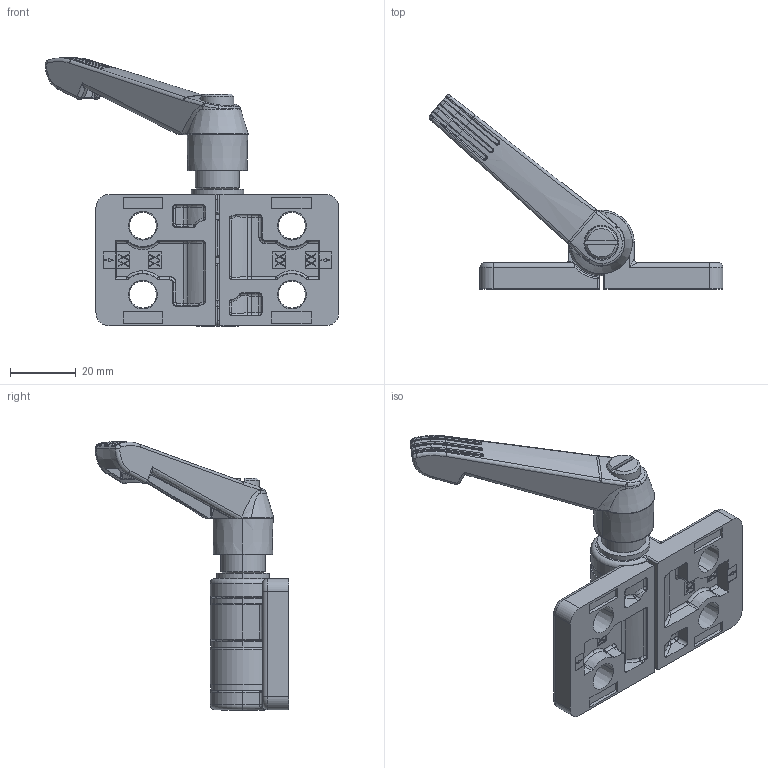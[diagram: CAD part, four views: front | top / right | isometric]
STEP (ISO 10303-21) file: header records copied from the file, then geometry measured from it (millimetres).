
FILE_DESCRIPTION (( 'STEP AP203' ), '1' );
FILE_NAME ('402601300_c_1.STEP', '2023-03-10T07:03:10', ( '' ), ( '' ), 'SwSTEP 2.0', 'SolidWorks 2014', '' );
FILE_SCHEMA (( 'CONFIG_CONTROL_DESIGN' ));
Products named in the file (1): 402601300_c_1
Bounding box: 89.46 x 59.04 x 81.92 mm (x, y, z)
Volume: 37458.5 mm3; surface area: 24728.3 mm2
Topology: 9 solids, 9 shells, 755 faces, 1903 edges, 1177 vertices
Faces by surface type: plane 283, bspline 213, cylinder 152, torus 54, cone 53
Entity records: 52844 total; most frequent: CARTESIAN_POINT 36524, ORIENTED_EDGE 3766, DIRECTION 2732, EDGE_CURVE 1883, VERTEX_POINT 1177, AXIS2_PLACEMENT_3D 940, VECTOR 852, LINE 852
